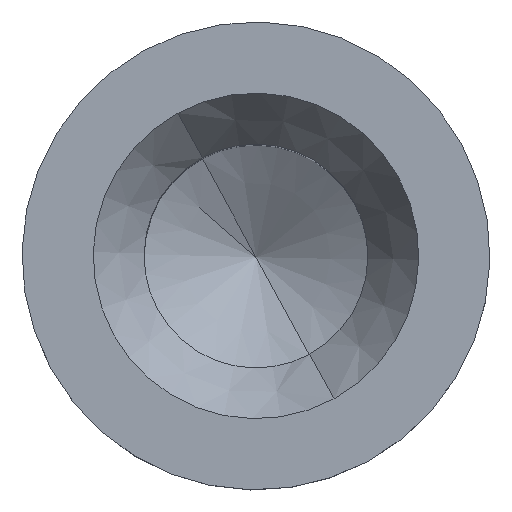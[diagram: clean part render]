
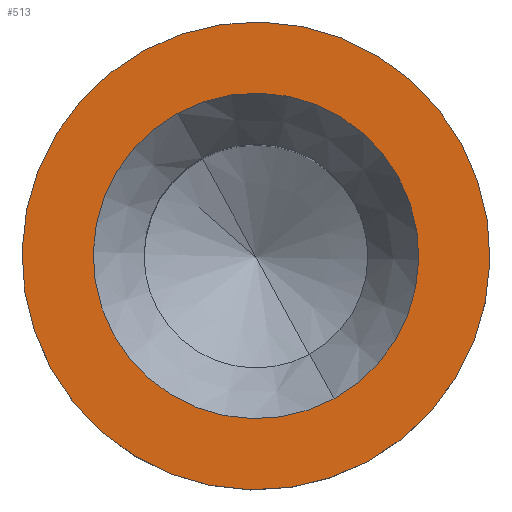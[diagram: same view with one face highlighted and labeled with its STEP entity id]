
A CAD part, top view. The second image highlights one B-rep face of the part: STEP entity #513.
In plain terms, the highlighted planar face has unit normal (0, 0, 1).
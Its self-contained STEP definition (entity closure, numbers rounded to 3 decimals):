
#320=AXIS2_PLACEMENT_3D('Circle Axis2P3D',#318,#319,$) ;
#339=AXIS2_PLACEMENT_3D('Circle Axis2P3D',#337,#338,$) ;
#379=AXIS2_PLACEMENT_3D('Circle Axis2P3D',#377,#378,$) ;
#396=AXIS2_PLACEMENT_3D('Circle Axis2P3D',#394,#395,$) ;
#503=AXIS2_PLACEMENT_3D('Plane Axis2P3D',#500,#501,#502) ;
#315=CARTESIAN_POINT('Vertex',(8.507,0.704,35.)) ;
#318=CARTESIAN_POINT('Axis2P3D Location',(5.75,5.75,35.)) ;
#322=CARTESIAN_POINT('Vertex',(2.993,10.796,35.)) ;
#337=CARTESIAN_POINT('Axis2P3D Location',(5.75,5.75,35.)) ;
#358=CARTESIAN_POINT('Vertex',(7.668,2.24,35.)) ;
#374=CARTESIAN_POINT('Vertex',(3.832,9.26,35.)) ;
#377=CARTESIAN_POINT('Axis2P3D Location',(5.75,5.75,35.)) ;
#394=CARTESIAN_POINT('Axis2P3D Location',(5.75,5.75,35.)) ;
#500=CARTESIAN_POINT('Axis2P3D Location',(5.75,11.5,35.)) ;
#319=DIRECTION('Axis2P3D Direction',(0.,0.,1.)) ;
#338=DIRECTION('Axis2P3D Direction',(0.,0.,1.)) ;
#378=DIRECTION('Axis2P3D Direction',(0.,0.,1.)) ;
#395=DIRECTION('Axis2P3D Direction',(0.,0.,1.)) ;
#501=DIRECTION('Axis2P3D Direction',(0.,0.,1.)) ;
#502=DIRECTION('Axis2P3D XDirection',(1.,0.,0.)) ;
#506=ORIENTED_EDGE('',*,*,#341,.T.) ;
#507=ORIENTED_EDGE('',*,*,#324,.T.) ;
#510=ORIENTED_EDGE('',*,*,#381,.F.) ;
#511=ORIENTED_EDGE('',*,*,#398,.F.) ;
#512=FACE_BOUND('',#509,.T.) ;
#513=ADVANCED_FACE('Koerper.2',(#508,#512),#504,.T.) ;
#321=CIRCLE('generated circle',#320,5.75) ;
#340=CIRCLE('generated circle',#339,5.75) ;
#380=CIRCLE('generated circle',#379,4.) ;
#397=CIRCLE('generated circle',#396,4.) ;
#324=EDGE_CURVE('',#323,#316,#321,.T.) ;
#341=EDGE_CURVE('',#316,#323,#340,.T.) ;
#381=EDGE_CURVE('',#375,#359,#380,.T.) ;
#398=EDGE_CURVE('',#359,#375,#397,.T.) ;
#505=EDGE_LOOP('',(#506,#507)) ;
#509=EDGE_LOOP('',(#510,#511)) ;
#508=FACE_OUTER_BOUND('',#505,.T.) ;
#504=PLANE('',#503) ;
#316=VERTEX_POINT('',#315) ;
#323=VERTEX_POINT('',#322) ;
#359=VERTEX_POINT('',#358) ;
#375=VERTEX_POINT('',#374) ;
